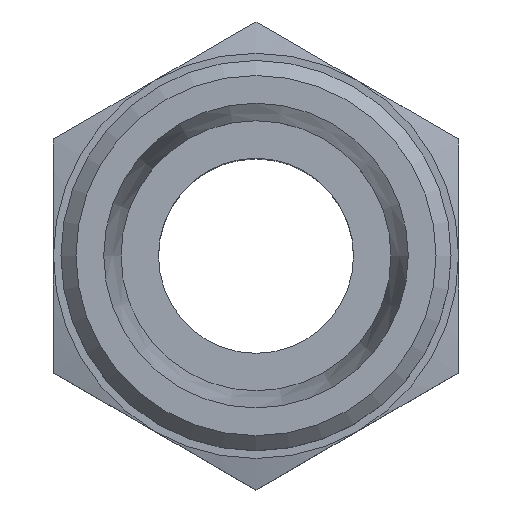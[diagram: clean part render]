
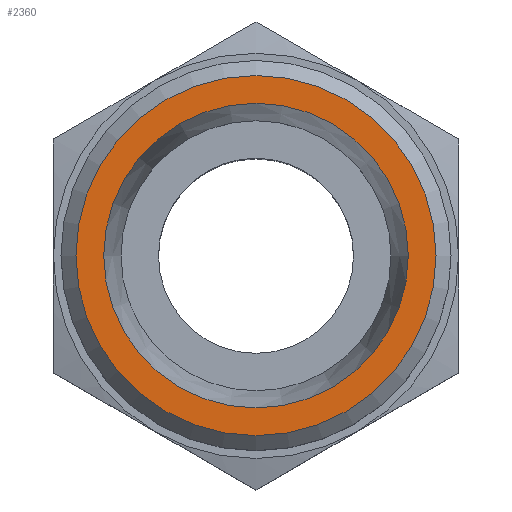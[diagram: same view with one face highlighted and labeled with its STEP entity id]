
A CAD part, top view. The second image highlights one B-rep face of the part: STEP entity #2360.
In plain terms, the highlighted planar face has unit normal (0, 0, 1).
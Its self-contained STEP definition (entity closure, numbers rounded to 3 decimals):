
#2160=CARTESIAN_POINT('',(10.15,0.,36.0));
#2161=VERTEX_POINT('',#2160);
#2162=CARTESIAN_POINT('',(0.0,0.0,36.0));
#2163=DIRECTION('',(0.0,0.0,-1.0));
#2164=DIRECTION('',(-1.0,0.0,0.0));
#2165=AXIS2_PLACEMENT_3D('',#2162,#2163,#2164);
#2166=CIRCLE('',#2165,10.15);
#2167=EDGE_CURVE('',#2161,#2161,#2166,.T.);
#2337=CARTESIAN_POINT('',(12.0,0.,36.0));
#2338=VERTEX_POINT('',#2337);
#2339=CARTESIAN_POINT('',(0.0,0.0,36.0));
#2340=DIRECTION('',(0.0,0.0,-1.0));
#2341=DIRECTION('',(-1.0,0.0,0.0));
#2342=AXIS2_PLACEMENT_3D('',#2339,#2340,#2341);
#2343=CIRCLE('',#2342,12.0);
#2344=EDGE_CURVE('',#2338,#2338,#2343,.T.);
#2349=CARTESIAN_POINT('',(0.,0.,36.0));
#2350=DIRECTION('',(0.0,0.0,1.0));
#2351=DIRECTION('',(1.0,0.0,0.0));
#2352=AXIS2_PLACEMENT_3D('',#2349,#2350,#2351);
#2353=PLANE('',#2352);
#2354=ORIENTED_EDGE('',*,*,#2344,.F.);
#2355=EDGE_LOOP('',(#2354));
#2356=FACE_OUTER_BOUND('',#2355,.T.);
#2357=ORIENTED_EDGE('',*,*,#2167,.T.);
#2358=EDGE_LOOP('',(#2357));
#2359=FACE_BOUND('',#2358,.T.);
#2360=ADVANCED_FACE('',(#2356,#2359),#2353,.T.);
